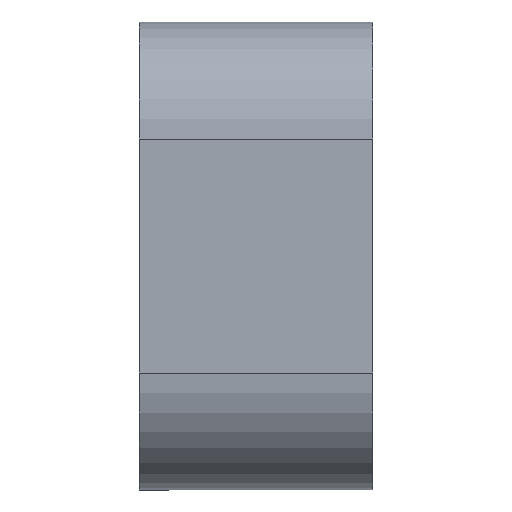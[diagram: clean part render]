
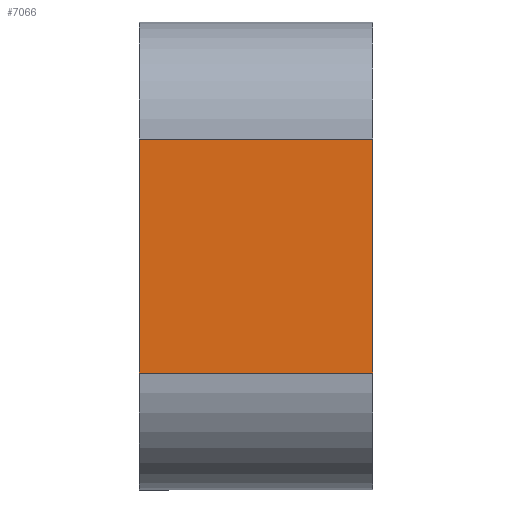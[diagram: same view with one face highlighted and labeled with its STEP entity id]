
A CAD part, left-side view. The second image highlights one B-rep face of the part: STEP entity #7066.
In plain terms, the highlighted planar face has unit normal (-1, 0, 0).
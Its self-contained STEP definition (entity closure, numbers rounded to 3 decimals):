
#692=FACE_OUTER_BOUND('',#1058,.T.);
#1058=EDGE_LOOP('',(#5800,#5801,#5802,#5803));
#1632=LINE('',#11095,#2420);
#1764=LINE('',#11426,#2552);
#1766=LINE('',#11433,#2554);
#1767=LINE('',#11434,#2555);
#2420=VECTOR('',#8971,10.);
#2552=VECTOR('',#9273,10.);
#2554=VECTOR('',#9281,10.);
#2555=VECTOR('',#9282,10.);
#3201=VERTEX_POINT('',#11093);
#3202=VERTEX_POINT('',#11094);
#3315=VERTEX_POINT('',#11424);
#3316=VERTEX_POINT('',#11425);
#4057=EDGE_CURVE('',#3201,#3202,#1632,.T.);
#4231=EDGE_CURVE('',#3315,#3316,#1764,.T.);
#4235=EDGE_CURVE('',#3315,#3202,#1766,.T.);
#4236=EDGE_CURVE('',#3201,#3316,#1767,.T.);
#5800=ORIENTED_EDGE('',*,*,#4235,.F.);
#5801=ORIENTED_EDGE('',*,*,#4231,.T.);
#5802=ORIENTED_EDGE('',*,*,#4236,.F.);
#5803=ORIENTED_EDGE('',*,*,#4057,.T.);
#6745=PLANE('',#7637);
#7066=ADVANCED_FACE('',(#692),#6745,.T.);
#7637=AXIS2_PLACEMENT_3D('',#11432,#9279,#9280);
#8971=DIRECTION('',(0.,-1.,0.));
#9273=DIRECTION('',(0.,1.,0.));
#9279=DIRECTION('center_axis',(-1.,0.,0.));
#9280=DIRECTION('ref_axis',(0.,0.,1.));
#9281=DIRECTION('',(0.,0.,-1.));
#9282=DIRECTION('',(0.,0.,1.));
#11093=CARTESIAN_POINT('',(-5.747,-12.521,6.36));
#11094=CARTESIAN_POINT('',(-5.747,-22.521,6.36));
#11095=CARTESIAN_POINT('',(-5.747,-17.521,6.36));
#11424=CARTESIAN_POINT('',(-5.747,-22.521,16.36));
#11425=CARTESIAN_POINT('',(-5.747,-12.521,16.36));
#11426=CARTESIAN_POINT('',(-5.747,-17.521,16.36));
#11432=CARTESIAN_POINT('Origin',(-5.747,-17.521,11.36));
#11433=CARTESIAN_POINT('',(-5.747,-22.521,11.36));
#11434=CARTESIAN_POINT('',(-5.747,-12.521,11.36));
